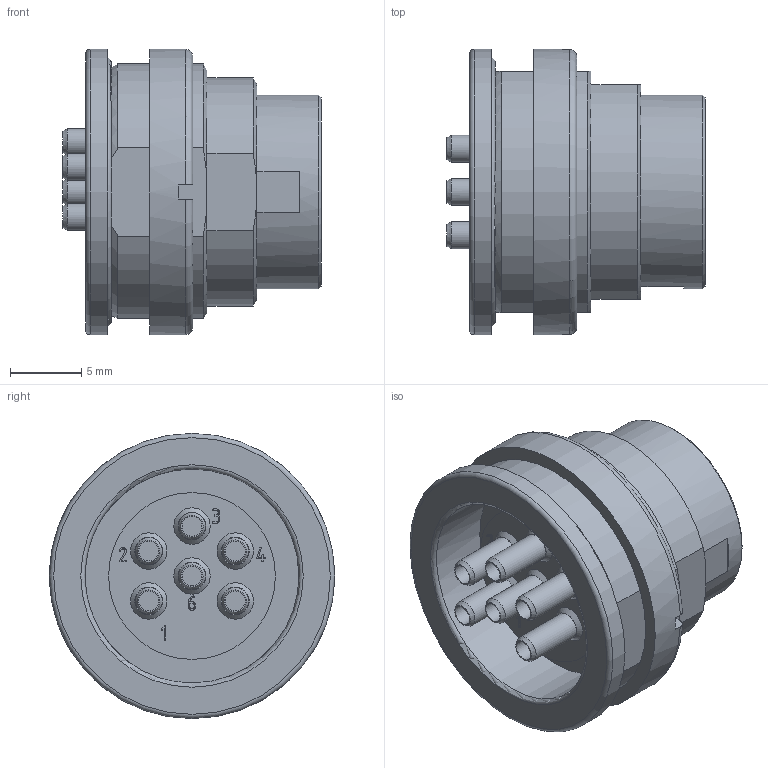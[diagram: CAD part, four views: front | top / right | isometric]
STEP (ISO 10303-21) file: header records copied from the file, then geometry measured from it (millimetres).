
FILE_DESCRIPTION(/* description */ (''),/* implementation_level */ '2;1');
FILE_NAME(/* name */ '09_0123_80_06_001_00.stp',/* time_stamp */ '2014-10-13T10:02:40+02:00',/* author */ (''),/* organization */ (''),/* preprocessor_version */ 'ST-DEVELOPER v14',/* originating_system */ 'SIEMENS PLM Software NX 8.0',/* authorisation */ '');
FILE_SCHEMA (('AP203_CONFIGURATION_CONTROLLED_3D_DESIGN_OF_MECHANICAL_PARTS_AND_ASSEMBLIES_MIM_LF { 1 0 10303 403 2 1 2}'));
Length unit declared in the file: millimetre
Products named in the file (1): cerl0D0036C4dcjm
Bounding box: 18.1 x 20 x 20 mm (x, y, z)
Volume: 2286.5 mm3; surface area: 3024.1 mm2
Topology: 2 solids, 3 shells, 214 faces, 476 edges, 312 vertices
Faces by surface type: plane 93, cone 39, cylinder 34, extrusion 25, bspline 13, torus 10
Full cylindrical faces by diameter (mm): 1.4 x6, 1.49 x6, 1.8 x1, 1.9 x6, 11.7 x1, 12 x1, 13.6 x1, 15 x1, 17.188 x1, 18.1 x1, 20 x2
Entity records: 6550 total; most frequent: CARTESIAN_POINT 2244, DIRECTION 806, ORIENTED_EDGE 764, EDGE_CURVE 382, EDGE_LOOP 334, AXIS2_PLACEMENT_3D 332, VERTEX_POINT 290, FACE_BOUND 223
